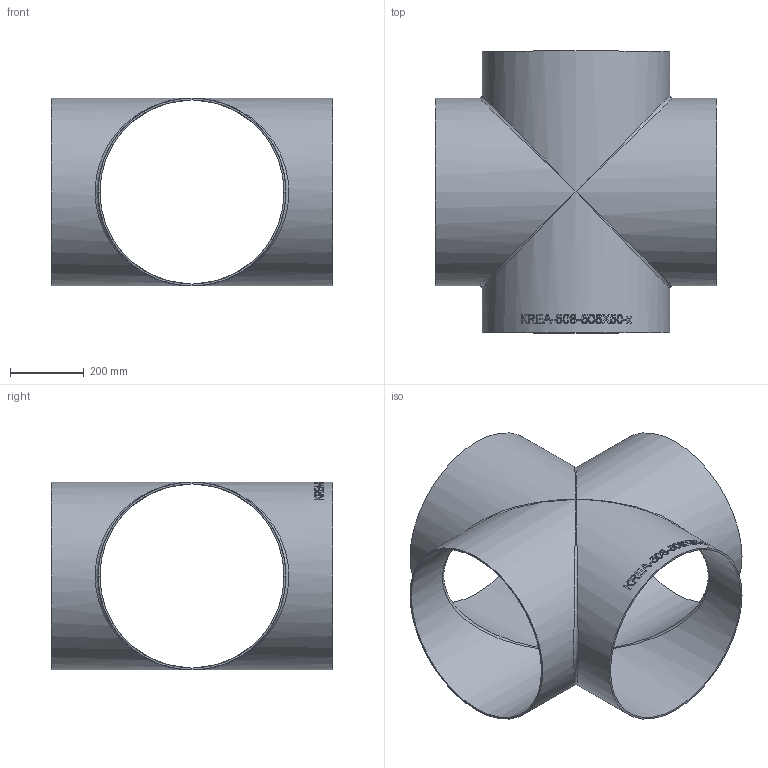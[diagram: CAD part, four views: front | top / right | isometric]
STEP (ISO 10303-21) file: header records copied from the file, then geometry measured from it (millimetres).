
FILE_DESCRIPTION (( 'STEP AP214' ), '1' );
FILE_NAME ('KREA-508-508X50-x Kreuz-Stück 2005.STEP', '2020-05-14T08:54:57', ( '' ), ( '' ), 'SwSTEP 2.0', 'SolidWorks 2019', '' );
FILE_SCHEMA (( 'AUTOMOTIVE_DESIGN' ));
Length unit declared in the file: millimetre
Products named in the file (1): KREA-508-508X50-x Kreuz-Stück 2005
Bounding box: 762 x 762 x 508 mm (x, y, z)
Volume: 6982339.6 mm3; surface area: 2813142 mm2
Topology: 1 solids, 1 shells, 255 faces, 678 edges, 432 vertices
Faces by surface type: bspline 155, plane 66, cylinder 34
Full cylindrical faces by diameter (mm): 498 x4, 508 x4
Entity records: 51461 total; most frequent: CARTESIAN_POINT 44094, ORIENTED_EDGE 1302, EDGE_CURVE 651, DIRECTION 464, B_SPLINE_CURVE_WITH_KNOTS 463, VERTEX_POINT 430, EDGE_LOOP 293, FACE_OUTER_BOUND 263
